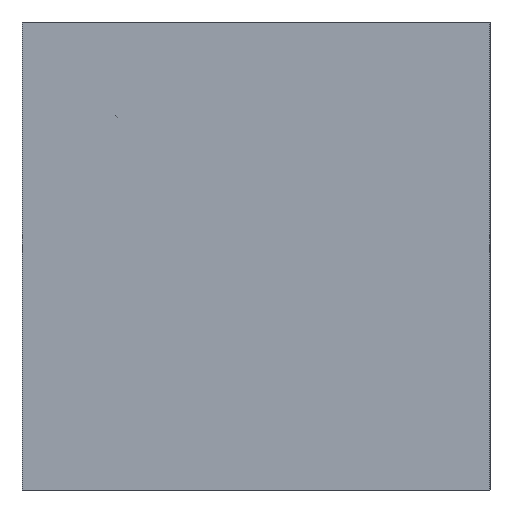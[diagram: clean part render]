
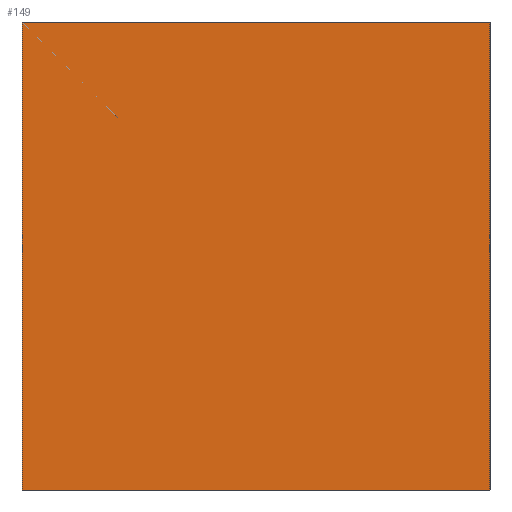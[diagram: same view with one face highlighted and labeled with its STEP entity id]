
A CAD part, left-side view. The second image highlights one B-rep face of the part: STEP entity #149.
In plain terms, the highlighted planar face has unit normal (-1, 0, 0).
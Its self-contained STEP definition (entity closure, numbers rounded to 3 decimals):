
#15=LINE('',#266,#27);
#16=LINE('',#268,#28);
#17=LINE('',#270,#29);
#18=LINE('',#271,#30);
#27=VECTOR('',#186,10.);
#28=VECTOR('',#187,10.);
#29=VECTOR('',#188,10.);
#30=VECTOR('',#189,10.);
#39=PLANE('',#167);
#55=FACE_OUTER_BOUND('',#65,.T.);
#65=EDGE_LOOP('',(#115,#116,#117,#118));
#85=VERTEX_POINT('',#264);
#86=VERTEX_POINT('',#265);
#87=VERTEX_POINT('',#267);
#88=VERTEX_POINT('',#269);
#98=EDGE_CURVE('',#85,#86,#15,.T.);
#99=EDGE_CURVE('',#87,#86,#16,.T.);
#100=EDGE_CURVE('',#88,#87,#17,.T.);
#101=EDGE_CURVE('',#88,#85,#18,.T.);
#115=ORIENTED_EDGE('',*,*,#98,.T.);
#116=ORIENTED_EDGE('',*,*,#99,.F.);
#117=ORIENTED_EDGE('',*,*,#100,.F.);
#118=ORIENTED_EDGE('',*,*,#101,.T.);
#149=ADVANCED_FACE('',(#55),#39,.T.);
#167=AXIS2_PLACEMENT_3D('',#263,#184,#185);
#184=DIRECTION('center_axis',(-1.,0.,0.));
#185=DIRECTION('ref_axis',(0.,0.,1.));
#186=DIRECTION('',(0.,0.,-1.));
#187=DIRECTION('',(0.,1.,0.));
#188=DIRECTION('',(0.,0.,-1.));
#189=DIRECTION('',(0.,1.,0.));
#263=CARTESIAN_POINT('Origin',(-15.,-10.,0.));
#264=CARTESIAN_POINT('',(-15.,10.,20.));
#265=CARTESIAN_POINT('',(-15.,10.,0.));
#266=CARTESIAN_POINT('',(-15.,10.,5.));
#267=CARTESIAN_POINT('',(-15.,-10.,0.));
#268=CARTESIAN_POINT('',(-15.,-10.,0.));
#269=CARTESIAN_POINT('',(-15.,-10.,20.));
#270=CARTESIAN_POINT('',(-15.,-10.,20.));
#271=CARTESIAN_POINT('',(-15.,-10.,20.));
